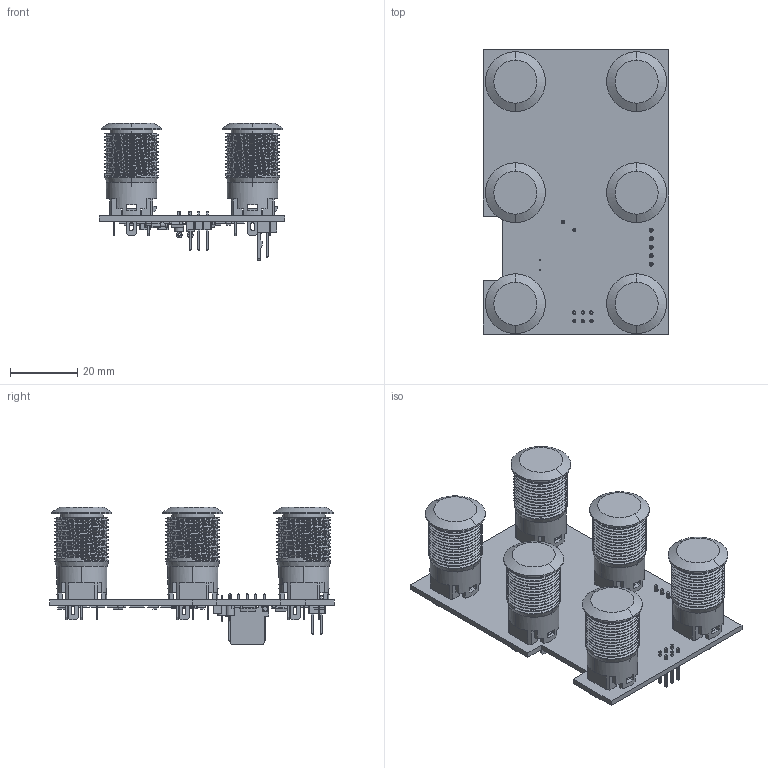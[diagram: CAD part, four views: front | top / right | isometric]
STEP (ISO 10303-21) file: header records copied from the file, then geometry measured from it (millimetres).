
FILE_DESCRIPTION(('KiCad electronic assembly'),'2;1');
FILE_NAME('console_left.step','2024-08-22T20:02:02',('Pcbnew'),('Kicad') ,'Open CASCADE STEP processor 7.8','KiCad to STEP converter','Unknown' );
FILE_SCHEMA(('AUTOMOTIVE_DESIGN { 1 0 10303 214 1 1 1 1 }'));
Length unit declared in the file: millimetre
Products named in the file (26): console_left 1; Push Button M16; R_1206_3216Metric; C_0603_1608Metric; SOIC-14_3.9x8.7mm_P1.27mm; SOIC_14_39x87mm_P127mm; SOT-23; SOT_23; C_1210_3225Metric; TestPoint_Loop_D1.80mm_Drill1.0mm_Beaded; TestPoint_Loop_D1_80mm_Drill1_0mm_Beaded_cp; Molex_KK-254_AE-6410-05A_1x05_P2.54mm_Vertical; Molex_AE_6410_05A; PinHeader_2x03_P2.54mm_Vertical; PinHeader_2x03_P254mm_Vertical; Murata_NFM61R; TSSOP-24_4.4x7.8mm_P0.65mm; TSSOP_24_44x78mm_P065mm; SOIC-8_3.9x4.9mm_P1.27mm; SOIC_8_39x49mm_P127mm; console_left_PCB
Assembly tree (66 placements, depth 3):
  console_left 1
    Push Button M16  x6
      Push Button M16
    R_1206_3216Metric  x27
      R_1206_3216Metric
    C_0603_1608Metric  x3
      C_0603_1608Metric
    SOIC-14_3.9x8.7mm_P1.27mm
      SOIC_14_39x87mm_P127mm
    SOT-23  x7
      SOT_23
    C_1210_3225Metric  x2
      C_1210_3225Metric
    TestPoint_Loop_D1.80mm_Drill1.0mm_Beaded  x2
      TestPoint_Loop_D1_80mm_Drill1_0mm_Beaded_cp
    Molex_KK-254_AE-6410-05A_1x05_P2.54mm_Vertical
      Molex_AE_6410_05A
    PinHeader_2x03_P2.54mm_Vertical
      PinHeader_2x03_P254mm_Vertical
    Murata_NFM61R
      Murata_NFM61R
    TSSOP-24_4.4x7.8mm_P0.65mm
      TSSOP_24_44x78mm_P065mm
    SOIC-8_3.9x4.9mm_P1.27mm
      SOIC_8_39x49mm_P127mm
    console_left_PCB
Bounding box: 55 x 84.5 x 40.9 mm (x, y, z)
Volume: 32610.3 mm3; surface area: 31567.6 mm2
Topology: 92 solids, 92 shells, 4080 faces, 10753 edges, 6890 vertices
Faces by surface type: plane 2622, cylinder 1099, bspline 329, cone 24, torus 6
Full cylindrical faces by diameter (mm): 0.4 x2, 0.5 x5, 0.6 x2, 1 x10, 1.19 x5, 2.54 x2
Entity records: 62470 total; most frequent: CARTESIAN_POINT 12590, ORIENTED_EDGE 8664, DIRECTION 7987, EDGE_CURVE 4332, LINE 3343, VECTOR 3343, VERTEX_POINT 2751, AXIS2_PLACEMENT_3D 2322
